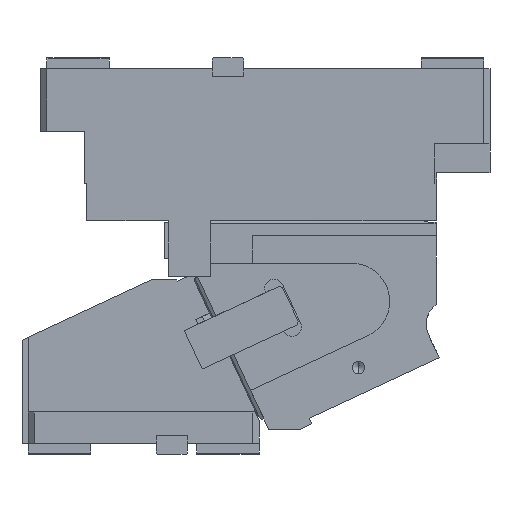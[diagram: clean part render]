
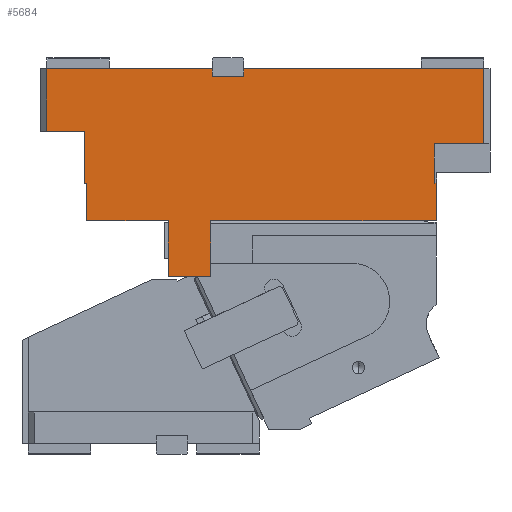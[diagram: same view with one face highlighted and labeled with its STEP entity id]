
A CAD part, front view. The second image highlights one B-rep face of the part: STEP entity #5684.
In plain terms, the highlighted planar face has unit normal (0, -1, 0).
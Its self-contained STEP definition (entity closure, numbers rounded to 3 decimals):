
#432=CARTESIAN_POINT('Vertex',(5.,-125.,0.)) ;
#435=CARTESIAN_POINT('Line Origine',(71.25,-125.,0.)) ;
#439=CARTESIAN_POINT('Vertex',(137.5,-125.,0.)) ;
#742=CARTESIAN_POINT('Vertex',(355.,-125.,0.)) ;
#906=CARTESIAN_POINT('Vertex',(162.5,-125.,0.)) ;
#909=CARTESIAN_POINT('Line Origine',(258.75,-125.,0.)) ;
#1470=CARTESIAN_POINT('Vertex',(5.,-125.,-50.)) ;
#1475=CARTESIAN_POINT('Line Origine',(5.,-125.,-25.)) ;
#1683=CARTESIAN_POINT('Vertex',(35.,-125.,-50.)) ;
#1688=CARTESIAN_POINT('Line Origine',(20.,-125.,-50.)) ;
#2631=CARTESIAN_POINT('Vertex',(36.8,-125.,-121.79)) ;
#2634=CARTESIAN_POINT('Line Origine',(36.8,-125.,-106.79)) ;
#2638=CARTESIAN_POINT('Vertex',(36.8,-125.,-91.79)) ;
#2681=CARTESIAN_POINT('Line Origine',(35.9,-125.,-91.79)) ;
#2685=CARTESIAN_POINT('Vertex',(35.,-125.,-91.79)) ;
#2725=CARTESIAN_POINT('Line Origine',(35.,-125.,-70.895)) ;
#4700=CARTESIAN_POINT('Line Origine',(355.,-125.,-30.05)) ;
#4704=CARTESIAN_POINT('Vertex',(355.,-125.,-60.1)) ;
#4739=CARTESIAN_POINT('Vertex',(315.27,-125.,-60.1)) ;
#4742=CARTESIAN_POINT('Line Origine',(315.27,-125.,-75.945)) ;
#4746=CARTESIAN_POINT('Vertex',(315.27,-125.,-91.79)) ;
#4775=CARTESIAN_POINT('Line Origine',(316.035,-125.,-91.79)) ;
#4779=CARTESIAN_POINT('Vertex',(316.8,-125.,-91.79)) ;
#4848=CARTESIAN_POINT('Line Origine',(335.135,-125.,-60.1)) ;
#5182=CARTESIAN_POINT('Vertex',(316.8,-125.,-121.79)) ;
#5185=CARTESIAN_POINT('Line Origine',(316.8,-125.,-106.79)) ;
#5204=CARTESIAN_POINT('Line Origine',(102.3,-125.,-144.04)) ;
#5208=CARTESIAN_POINT('Vertex',(102.3,-125.,-166.29)) ;
#5210=CARTESIAN_POINT('Vertex',(102.3,-125.,-121.79)) ;
#5460=CARTESIAN_POINT('Line Origine',(226.55,-125.,-121.79)) ;
#5464=CARTESIAN_POINT('Vertex',(136.3,-125.,-121.79)) ;
#5479=CARTESIAN_POINT('Line Origine',(69.55,-125.,-121.79)) ;
#5534=CARTESIAN_POINT('Vertex',(136.3,-125.,-166.29)) ;
#5556=CARTESIAN_POINT('Line Origine',(136.3,-125.,-144.04)) ;
#5626=CARTESIAN_POINT('Line Origine',(119.3,-125.,-166.29)) ;
#5638=CARTESIAN_POINT('Axis2P3D Location',(0.,-125.,0.)) ;
#5643=CARTESIAN_POINT('Line Origine',(150.,-125.,-6.)) ;
#5647=CARTESIAN_POINT('Vertex',(137.5,-125.,-6.)) ;
#5649=CARTESIAN_POINT('Vertex',(162.5,-125.,-6.)) ;
#5652=CARTESIAN_POINT('Line Origine',(137.5,-125.,-3.)) ;
#5657=CARTESIAN_POINT('Line Origine',(162.5,-125.,-3.)) ;
#436=DIRECTION('Vector Direction',(1.,0.,0.)) ;
#910=DIRECTION('Vector Direction',(1.,0.,0.)) ;
#1476=DIRECTION('Vector Direction',(0.,0.,-1.)) ;
#1689=DIRECTION('Vector Direction',(1.,0.,0.)) ;
#2635=DIRECTION('Vector Direction',(0.,0.,1.)) ;
#2682=DIRECTION('Vector Direction',(-1.,0.,0.)) ;
#2726=DIRECTION('Vector Direction',(0.,0.,-1.)) ;
#4701=DIRECTION('Vector Direction',(0.,0.,1.)) ;
#4743=DIRECTION('Vector Direction',(0.,0.,1.)) ;
#4776=DIRECTION('Vector Direction',(1.,0.,0.)) ;
#4849=DIRECTION('Vector Direction',(1.,0.,0.)) ;
#5186=DIRECTION('Vector Direction',(0.,0.,-1.)) ;
#5205=DIRECTION('Vector Direction',(0.,0.,1.)) ;
#5461=DIRECTION('Vector Direction',(-1.,0.,0.)) ;
#5480=DIRECTION('Vector Direction',(-1.,0.,0.)) ;
#5557=DIRECTION('Vector Direction',(0.,0.,1.)) ;
#5627=DIRECTION('Vector Direction',(1.,0.,0.)) ;
#5639=DIRECTION('Axis2P3D Direction',(0.,1.,0.)) ;
#5640=DIRECTION('Axis2P3D XDirection',(0.,0.,1.)) ;
#5644=DIRECTION('Vector Direction',(1.,0.,0.)) ;
#5653=DIRECTION('Vector Direction',(0.,0.,1.)) ;
#5658=DIRECTION('Vector Direction',(0.,0.,-1.)) ;
#5641=AXIS2_PLACEMENT_3D('Plane Axis2P3D',#5638,#5639,#5640) ;
#5663=ORIENTED_EDGE('',*,*,#5651,.F.) ;
#5664=ORIENTED_EDGE('',*,*,#5656,.T.) ;
#5665=ORIENTED_EDGE('',*,*,#441,.F.) ;
#5666=ORIENTED_EDGE('',*,*,#1479,.T.) ;
#5667=ORIENTED_EDGE('',*,*,#1692,.T.) ;
#5668=ORIENTED_EDGE('',*,*,#2729,.T.) ;
#5669=ORIENTED_EDGE('',*,*,#2687,.F.) ;
#5670=ORIENTED_EDGE('',*,*,#2640,.T.) ;
#5671=ORIENTED_EDGE('',*,*,#5483,.T.) ;
#5672=ORIENTED_EDGE('',*,*,#5212,.F.) ;
#5673=ORIENTED_EDGE('',*,*,#5630,.T.) ;
#5674=ORIENTED_EDGE('',*,*,#5560,.T.) ;
#5675=ORIENTED_EDGE('',*,*,#5466,.T.) ;
#5676=ORIENTED_EDGE('',*,*,#5189,.T.) ;
#5677=ORIENTED_EDGE('',*,*,#4781,.T.) ;
#5678=ORIENTED_EDGE('',*,*,#4748,.T.) ;
#5679=ORIENTED_EDGE('',*,*,#4852,.T.) ;
#5680=ORIENTED_EDGE('',*,*,#4706,.T.) ;
#5681=ORIENTED_EDGE('',*,*,#913,.F.) ;
#5682=ORIENTED_EDGE('',*,*,#5661,.T.) ;
#437=VECTOR('Line Direction',#436,1.) ;
#911=VECTOR('Line Direction',#910,1.) ;
#1477=VECTOR('Line Direction',#1476,1.) ;
#1690=VECTOR('Line Direction',#1689,1.) ;
#2636=VECTOR('Line Direction',#2635,1.) ;
#2683=VECTOR('Line Direction',#2682,1.) ;
#2727=VECTOR('Line Direction',#2726,1.) ;
#4702=VECTOR('Line Direction',#4701,1.) ;
#4744=VECTOR('Line Direction',#4743,1.) ;
#4777=VECTOR('Line Direction',#4776,1.) ;
#4850=VECTOR('Line Direction',#4849,1.) ;
#5187=VECTOR('Line Direction',#5186,1.) ;
#5206=VECTOR('Line Direction',#5205,1.) ;
#5462=VECTOR('Line Direction',#5461,1.) ;
#5481=VECTOR('Line Direction',#5480,1.) ;
#5558=VECTOR('Line Direction',#5557,1.) ;
#5628=VECTOR('Line Direction',#5627,1.) ;
#5645=VECTOR('Line Direction',#5644,1.) ;
#5654=VECTOR('Line Direction',#5653,1.) ;
#5659=VECTOR('Line Direction',#5658,1.) ;
#5684=ADVANCED_FACE('CAM HOLDER',(#5683),#5642,.F.) ;
#441=EDGE_CURVE('',#433,#440,#438,.T.) ;
#913=EDGE_CURVE('',#907,#743,#912,.T.) ;
#1479=EDGE_CURVE('',#433,#1471,#1478,.T.) ;
#1692=EDGE_CURVE('',#1471,#1684,#1691,.T.) ;
#2640=EDGE_CURVE('',#2639,#2632,#2637,.F.) ;
#2687=EDGE_CURVE('',#2639,#2686,#2684,.T.) ;
#2729=EDGE_CURVE('',#1684,#2686,#2728,.T.) ;
#4706=EDGE_CURVE('',#4705,#743,#4703,.T.) ;
#4748=EDGE_CURVE('',#4747,#4740,#4745,.T.) ;
#4781=EDGE_CURVE('',#4780,#4747,#4778,.F.) ;
#4852=EDGE_CURVE('',#4740,#4705,#4851,.T.) ;
#5189=EDGE_CURVE('',#5183,#4780,#5188,.F.) ;
#5212=EDGE_CURVE('',#5209,#5211,#5207,.T.) ;
#5466=EDGE_CURVE('',#5465,#5183,#5463,.F.) ;
#5483=EDGE_CURVE('',#2632,#5211,#5482,.F.) ;
#5560=EDGE_CURVE('',#5535,#5465,#5559,.T.) ;
#5630=EDGE_CURVE('',#5209,#5535,#5629,.T.) ;
#5651=EDGE_CURVE('',#5648,#5650,#5646,.T.) ;
#5656=EDGE_CURVE('',#5648,#440,#5655,.T.) ;
#5661=EDGE_CURVE('',#907,#5650,#5660,.T.) ;
#5662=EDGE_LOOP('',(#5663,#5664,#5665,#5666,#5667,#5668,#5669,#5670,#5671,#5672,#5673,#5674,#5675,#5676,#5677,#5678,#5679,#5680,#5681,#5682)) ;
#5683=FACE_OUTER_BOUND('',#5662,.T.) ;
#438=LINE('Line',#435,#437) ;
#912=LINE('Line',#909,#911) ;
#1478=LINE('Line',#1475,#1477) ;
#1691=LINE('Line',#1688,#1690) ;
#2637=LINE('Line',#2634,#2636) ;
#2684=LINE('Line',#2681,#2683) ;
#2728=LINE('Line',#2725,#2727) ;
#4703=LINE('Line',#4700,#4702) ;
#4745=LINE('Line',#4742,#4744) ;
#4778=LINE('Line',#4775,#4777) ;
#4851=LINE('Line',#4848,#4850) ;
#5188=LINE('Line',#5185,#5187) ;
#5207=LINE('Line',#5204,#5206) ;
#5463=LINE('Line',#5460,#5462) ;
#5482=LINE('Line',#5479,#5481) ;
#5559=LINE('Line',#5556,#5558) ;
#5629=LINE('Line',#5626,#5628) ;
#5646=LINE('Line',#5643,#5645) ;
#5655=LINE('Line',#5652,#5654) ;
#5660=LINE('Line',#5657,#5659) ;
#5642=PLANE('Plane',#5641) ;
#433=VERTEX_POINT('',#432) ;
#440=VERTEX_POINT('',#439) ;
#743=VERTEX_POINT('',#742) ;
#907=VERTEX_POINT('',#906) ;
#1471=VERTEX_POINT('',#1470) ;
#1684=VERTEX_POINT('',#1683) ;
#2632=VERTEX_POINT('',#2631) ;
#2639=VERTEX_POINT('',#2638) ;
#2686=VERTEX_POINT('',#2685) ;
#4705=VERTEX_POINT('',#4704) ;
#4740=VERTEX_POINT('',#4739) ;
#4747=VERTEX_POINT('',#4746) ;
#4780=VERTEX_POINT('',#4779) ;
#5183=VERTEX_POINT('',#5182) ;
#5209=VERTEX_POINT('',#5208) ;
#5211=VERTEX_POINT('',#5210) ;
#5465=VERTEX_POINT('',#5464) ;
#5535=VERTEX_POINT('',#5534) ;
#5648=VERTEX_POINT('',#5647) ;
#5650=VERTEX_POINT('',#5649) ;
